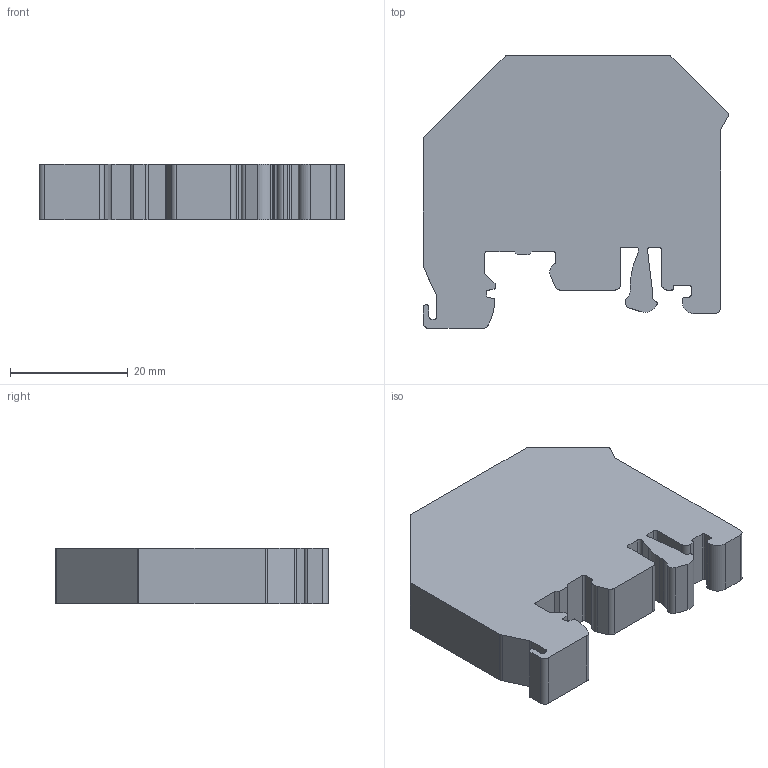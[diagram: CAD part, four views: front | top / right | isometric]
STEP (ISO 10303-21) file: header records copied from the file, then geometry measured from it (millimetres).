
FILE_DESCRIPTION(/* description */ (''),/* implementation_level */ '2;1');
FILE_NAME(/* name */ '1424_2_ES3235 _info.stp',/* time_stamp */ '2012-09-12T11:04:48+02:00',/* author */ (''),/* organization */ (''),/* preprocessor_version */ 'ST-DEVELOPER v14',/* originating_system */ 'SIEMENS PLM Software NX 8.0',/* authorisation */ '');
FILE_SCHEMA (('CONFIG_CONTROL_DESIGN'));
Length unit declared in the file: millimetre
Products named in the file (1): escomgh_info
Bounding box: 51.92 x 46.3 x 9.5 mm (x, y, z)
Volume: 17814.4 mm3; surface area: 6157.6 mm2
Topology: 1 solids, 1 shells, 87 faces, 255 edges, 170 vertices
Faces by surface type: plane 47, cylinder 40
Entity records: 2993 total; most frequent: CARTESIAN_POINT 513, DIRECTION 511, ORIENTED_EDGE 510, EDGE_CURVE 255, LINE 175, VECTOR 175, VERTEX_POINT 170, AXIS2_PLACEMENT_3D 168
